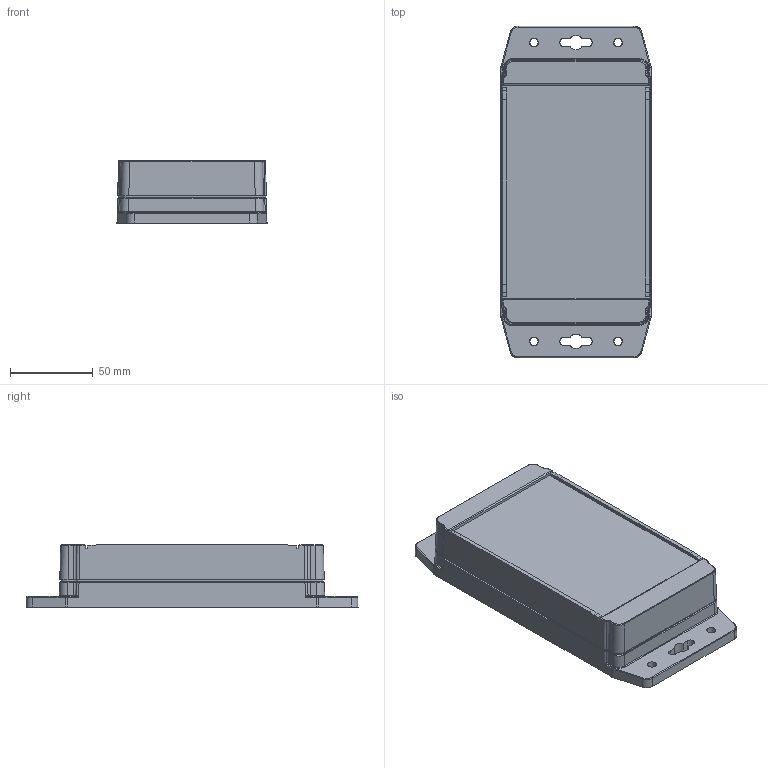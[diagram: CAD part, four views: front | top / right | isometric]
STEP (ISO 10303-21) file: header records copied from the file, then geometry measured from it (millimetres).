
FILE_DESCRIPTION (( 'STEP AP203' ), '1' );
FILE_NAME ('1555J2F17GY.step', '2020-11-13T21:07:15', ( 'ADC123' ), ( 'Microsoft' ), 'SwSTEP 2.0', 'SolidWorks 2019', '' );
FILE_SCHEMA (( 'CONFIG_CONTROL_DESIGN' ));
Length unit declared in the file: inch
Products named in the file (1): 1555J2F17GY
Bounding box: 90.79 x 200.79 x 37.7 mm (x, y, z)
Volume: 166255.9 mm3; surface area: 115839.9 mm2
Topology: 10 solids, 10 shells, 1324 faces, 3244 edges, 2062 vertices
Faces by surface type: plane 624, bspline 264, cylinder 226, cone 206, torus 4
Full cylindrical faces by diameter (mm): 3.251 x4, 3.43 x4, 3.5 x4, 3.88 x4, 5.334 x4, 5.537 x8, 6.35 x8, 7 x4
Entity records: 44355 total; most frequent: CARTESIAN_POINT 15551, ORIENTED_EDGE 6196, DIRECTION 5212, EDGE_CURVE 3098, VERTEX_POINT 2035, AXIS2_PLACEMENT_3D 1772, VECTOR 1668, LINE 1668
